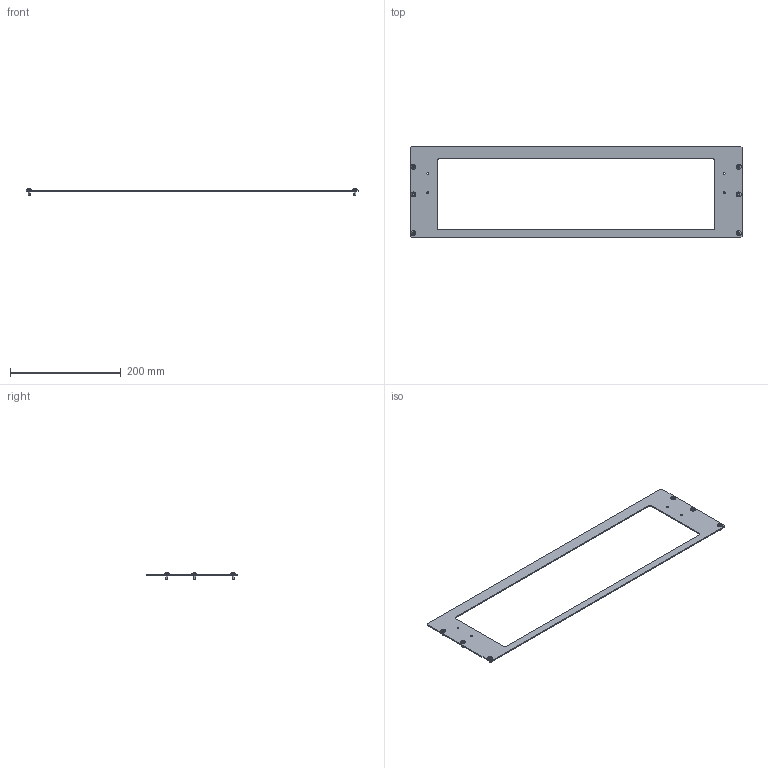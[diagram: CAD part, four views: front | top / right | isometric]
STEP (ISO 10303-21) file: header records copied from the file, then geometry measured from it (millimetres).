
FILE_DESCRIPTION (( 'STEP AP214' ), '1' );
FILE_NAME ('INGUN_114090.STEP', '2022-10-19T14:00:15', ( '' ), ( '' ), 'SwSTEP 2.0', 'SolidWorks 2021', '' );
FILE_SCHEMA (( 'AUTOMOTIVE_DESIGN' ));
Length unit declared in the file: millimetre
Products named in the file (4): 114091~0_S; DIN125~n_04,3 M04,0; ISO7380~n_M04,0x010; INGUN_114090
Assembly tree (13 placements, depth 2):
  INGUN_114090
    114091~0_S
    DIN125~n_04,3 M04,0  x6
    ISO7380~n_M04,0x010  x6
Bounding box: 600 x 165 x 12.2 mm (x, y, z)
Volume: 70086.7 mm3; surface area: 76889.2 mm2
Topology: 13 solids, 13 shells, 248 faces, 606 edges, 396 vertices
Faces by surface type: cylinder 174, plane 50, cone 12, torus 12
Entity records: 2667 total; most frequent: DIRECTION 473, CARTESIAN_POINT 406, ORIENTED_EDGE 382, AXIS2_PLACEMENT_3D 193, EDGE_CURVE 191, VERTEX_POINT 126, CIRCLE 104, EDGE_LOOP 99
